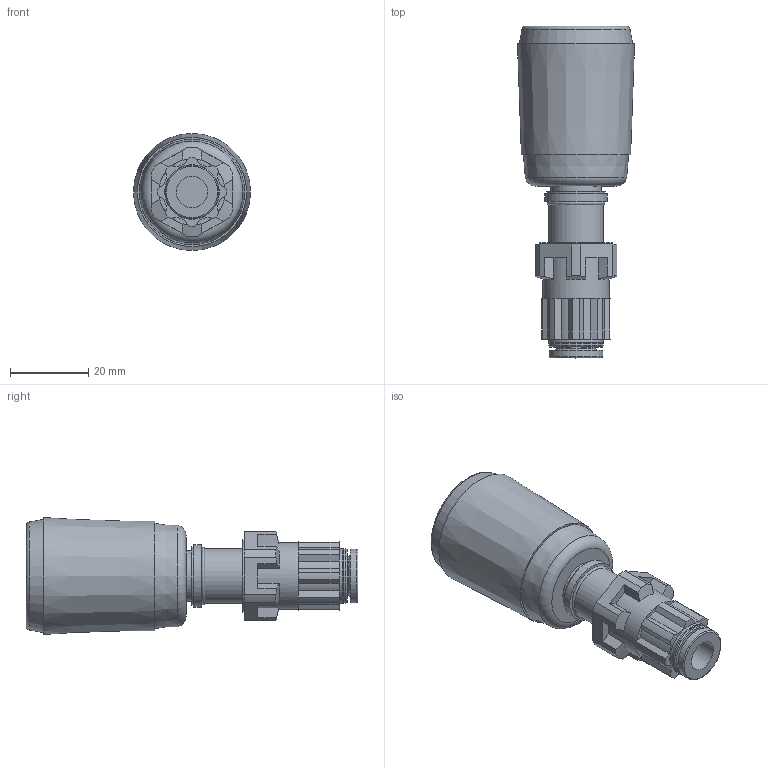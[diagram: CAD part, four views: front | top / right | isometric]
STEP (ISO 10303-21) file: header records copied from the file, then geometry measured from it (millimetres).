
FILE_DESCRIPTION( ( 'STEP AP203' ), '1' );
FILE_NAME( 'FMRF300-AD-U.stp', '2020-07-28T11:54:12', ( 'License CC BY-ND 4.0' ), ( 'CADENAS' ), ' ', 'PARTsolutions', ' ' );
FILE_SCHEMA( ( 'CONFIG_CONTROL_DESIGN' ) );
Length unit declared in the file: millimetre
Products named in the file (1): _FMRF300-AD-U
Bounding box: 30 x 85.07 x 30 mm (x, y, z)
Volume: 29710.5 mm3; surface area: 9360.2 mm2
Topology: 1 solids, 1 shells, 124 faces, 301 edges, 192 vertices
Faces by surface type: plane 71, cylinder 35, cone 13, torus 5
Full cylindrical faces by diameter (mm): 8 x1, 9.8 x1, 13 x1, 13.8 x1, 14 x3, 15 x1, 16 x1, 17 x1, 18 x1, 18.5 x1, 20 x1
Entity records: 3546 total; most frequent: CARTESIAN_POINT 660, DIRECTION 608, ORIENTED_EDGE 546, EDGE_CURVE 273, AXIS2_PLACEMENT_3D 234, VERTEX_POINT 190, EDGE_LOOP 162, FACE_OUTER_BOUND 142
